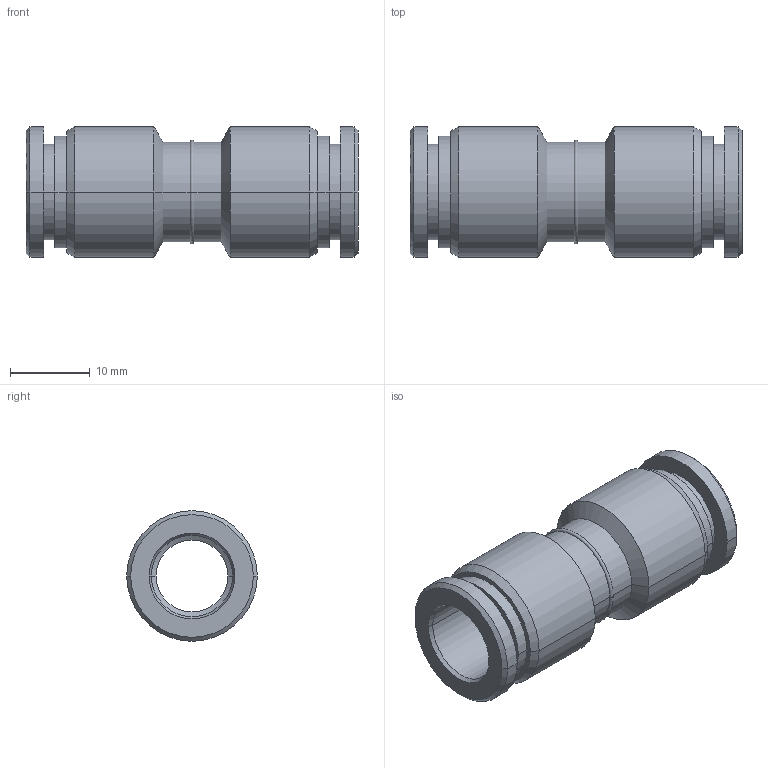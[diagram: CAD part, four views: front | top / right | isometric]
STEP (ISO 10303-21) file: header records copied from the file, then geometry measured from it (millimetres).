
FILE_DESCRIPTION((''),'2;1');
FILE_NAME('347015B_958M-10','2009-06-30T',('avs308'),(''),'PRO/ENGINEER BY PARAMETRIC TECHNOLOGY CORPORATION, 2008250','PRO/ENGINEER BY PARAMETRIC TECHNOLOGY CORPORATION, 2008250','');
FILE_SCHEMA(('CONFIG_CONTROL_DESIGN'));
Length unit declared in the file: millimetre
Products named in the file (1): 347015B_958M-10
Bounding box: 41.7 x 16.4 x 16.4 mm (x, y, z)
Volume: 4185.2 mm3; surface area: 4009.3 mm2
Topology: 1 solids, 1 shells, 56 faces, 112 edges, 64 vertices
Faces by surface type: cylinder 26, cone 20, plane 8, torus 2
Entity records: 1488 total; most frequent: DIRECTION 290, CARTESIAN_POINT 232, ORIENTED_EDGE 224, AXIS2_PLACEMENT_3D 122, EDGE_CURVE 112, CIRCLE 66, VERTEX_POINT 64, EDGE_LOOP 64
